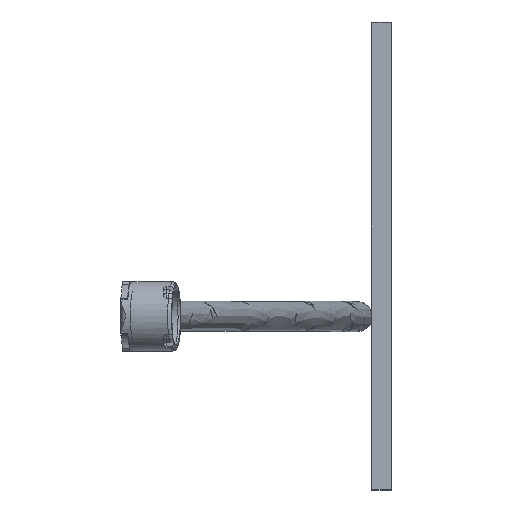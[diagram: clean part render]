
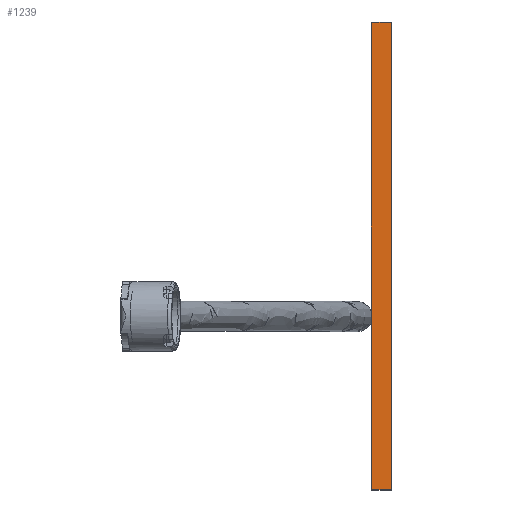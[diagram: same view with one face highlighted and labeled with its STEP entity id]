
A CAD part, left-side view. The second image highlights one B-rep face of the part: STEP entity #1239.
In plain terms, the highlighted face is planar.
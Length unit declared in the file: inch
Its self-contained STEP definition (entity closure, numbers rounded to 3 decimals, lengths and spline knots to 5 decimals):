
#56 = LINE ( 'NONE', #1436, #938 ) ;
#60 = CARTESIAN_POINT ( 'NONE',  ( 0.195, 0., -0.1022 ) ) ;
#114 = AXIS2_PLACEMENT_3D ( 'NONE', #685, #1011, #368 ) ;
#253 = ORIENTED_EDGE ( 'NONE', *, *, #1180, .T. ) ;
#284 = VERTEX_POINT ( 'NONE', #1277 ) ;
#294 = CARTESIAN_POINT ( 'NONE',  ( 0.195, 0., 0.345 ) ) ;
#295 = DIRECTION ( 'NONE',  ( 0., -1., 0. ) ) ;
#349 = VERTEX_POINT ( 'NONE', #60 ) ;
#368 = DIRECTION ( 'NONE',  ( 0., 0., -1. ) ) ;
#406 = VECTOR ( 'NONE', #2395, 39.37008 ) ;
#465 = VECTOR ( 'NONE', #1580, 39.37008 ) ;
#585 = DIRECTION ( 'NONE',  ( 0., 0., -1. ) ) ;
#612 = VERTEX_POINT ( 'NONE', #3843 ) ;
#624 = LINE ( 'NONE', #2301, #465 ) ;
#685 = CARTESIAN_POINT ( 'NONE',  ( 0.195, -0.029, 0.345 ) ) ;
#702 = CARTESIAN_POINT ( 'NONE',  ( 0.195, 0.001, -0.1022 ) ) ;
#938 = VECTOR ( 'NONE', #4098, 39.37008 ) ;
#1011 = DIRECTION ( 'NONE',  ( 1., 0., 0. ) ) ;
#1180 = EDGE_CURVE ( 'NONE', #3262, #2955, #2781, .T. ) ;
#1189 = ORIENTED_EDGE ( 'NONE', *, *, #1205, .T. ) ;
#1205 = EDGE_CURVE ( 'NONE', #284, #1997, #2821, .T. ) ;
#1221 = DIRECTION ( 'NONE',  ( 0., 1., 0. ) ) ;
#1239 = ADVANCED_FACE ( 'NONE', ( #4242 ), #2273, .T. ) ;
#1277 = CARTESIAN_POINT ( 'NONE',  ( 0.195, -0.029, 0.345 ) ) ;
#1436 = CARTESIAN_POINT ( 'NONE',  ( 0.195, 0.001, -0.1022 ) ) ;
#1545 = CARTESIAN_POINT ( 'NONE',  ( 0.195, 0., 0.345 ) ) ;
#1580 = DIRECTION ( 'NONE',  ( 0., 1., 0. ) ) ;
#1668 = EDGE_CURVE ( 'NONE', #349, #612, #2496, .T. ) ;
#1754 = VECTOR ( 'NONE', #1221, 39.37008 ) ;
#1899 = CARTESIAN_POINT ( 'NONE',  ( 0.195, -0.029, -0.345 ) ) ;
#1997 = VERTEX_POINT ( 'NONE', #3396 ) ;
#2018 = VECTOR ( 'NONE', #2859, 39.37008 ) ;
#2037 = VECTOR ( 'NONE', #295, 39.37008 ) ;
#2273 = PLANE ( 'NONE',  #114 ) ;
#2276 = LINE ( 'NONE', #2352, #406 ) ;
#2301 = CARTESIAN_POINT ( 'NONE',  ( 0.195, -0.029, 0.345 ) ) ;
#2352 = CARTESIAN_POINT ( 'NONE',  ( 0.195, 0.001, 0. ) ) ;
#2395 = DIRECTION ( 'NONE',  ( 0., 0., -1. ) ) ;
#2410 = CARTESIAN_POINT ( 'NONE',  ( 0.195, 0., 0.345 ) ) ;
#2477 = ORIENTED_EDGE ( 'NONE', *, *, #2497, .F. ) ;
#2496 = LINE ( 'NONE', #1545, #2018 ) ;
#2497 = EDGE_CURVE ( 'NONE', #3410, #349, #56, .T. ) ;
#2605 = EDGE_CURVE ( 'NONE', #1997, #612, #2644, .T. ) ;
#2629 = EDGE_LOOP ( 'NONE', ( #3335, #3651, #1189, #4042, #3112, #2477, #3295, #253 ) ) ;
#2644 = LINE ( 'NONE', #1899, #1754 ) ;
#2674 = EDGE_CURVE ( 'NONE', #3470, #2955, #2748, .T. ) ;
#2681 = EDGE_CURVE ( 'NONE', #284, #3470, #624, .T. ) ;
#2726 = VECTOR ( 'NONE', #585, 39.37008 ) ;
#2748 = LINE ( 'NONE', #294, #4075 ) ;
#2781 = LINE ( 'NONE', #2872, #2037 ) ;
#2804 = CARTESIAN_POINT ( 'NONE',  ( 0.195, 0., 0.05833 ) ) ;
#2821 = LINE ( 'NONE', #3200, #2726 ) ;
#2859 = DIRECTION ( 'NONE',  ( 0., 0., -1. ) ) ;
#2872 = CARTESIAN_POINT ( 'NONE',  ( 0.195, 0.001, 0.05833 ) ) ;
#2955 = VERTEX_POINT ( 'NONE', #2804 ) ;
#3112 = ORIENTED_EDGE ( 'NONE', *, *, #1668, .F. ) ;
#3200 = CARTESIAN_POINT ( 'NONE',  ( 0.195, -0.029, 0.345 ) ) ;
#3262 = VERTEX_POINT ( 'NONE', #3935 ) ;
#3295 = ORIENTED_EDGE ( 'NONE', *, *, #3387, .F. ) ;
#3335 = ORIENTED_EDGE ( 'NONE', *, *, #2674, .F. ) ;
#3387 = EDGE_CURVE ( 'NONE', #3262, #3410, #2276, .T. ) ;
#3396 = CARTESIAN_POINT ( 'NONE',  ( 0.195, -0.029, -0.345 ) ) ;
#3410 = VERTEX_POINT ( 'NONE', #702 ) ;
#3470 = VERTEX_POINT ( 'NONE', #2410 ) ;
#3651 = ORIENTED_EDGE ( 'NONE', *, *, #2681, .F. ) ;
#3843 = CARTESIAN_POINT ( 'NONE',  ( 0.195, 0., -0.345 ) ) ;
#3935 = CARTESIAN_POINT ( 'NONE',  ( 0.195, 0.001, 0.05833 ) ) ;
#4042 = ORIENTED_EDGE ( 'NONE', *, *, #2605, .T. ) ;
#4075 = VECTOR ( 'NONE', #4253, 39.37008 ) ;
#4098 = DIRECTION ( 'NONE',  ( 0., -1., 0. ) ) ;
#4242 = FACE_OUTER_BOUND ( 'NONE', #2629, .T. ) ;
#4253 = DIRECTION ( 'NONE',  ( 0., 0., -1. ) ) ;
